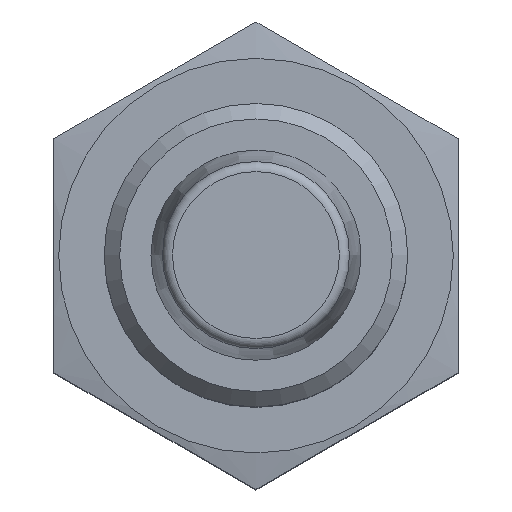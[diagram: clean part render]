
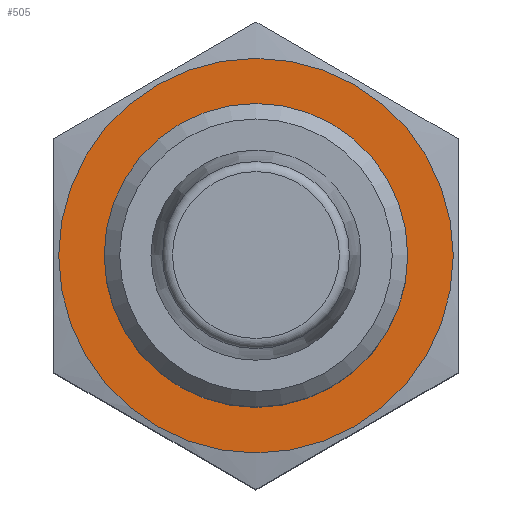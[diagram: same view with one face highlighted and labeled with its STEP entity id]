
A CAD part, top view. The second image highlights one B-rep face of the part: STEP entity #505.
In plain terms, the highlighted face is planar.
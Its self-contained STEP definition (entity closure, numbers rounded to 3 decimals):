
#71=CIRCLE('',#580,3.9);
#72=CIRCLE('',#581,3.);
#151=ORIENTED_EDGE('',*,*,#236,.F.);
#152=ORIENTED_EDGE('',*,*,#237,.T.);
#236=EDGE_CURVE('',#286,#286,#71,.T.);
#237=EDGE_CURVE('',#287,#287,#72,.T.);
#286=VERTEX_POINT('',#832);
#287=VERTEX_POINT('',#834);
#392=EDGE_LOOP('',(#151));
#393=EDGE_LOOP('',(#152));
#441=FACE_BOUND('',#392,.T.);
#442=FACE_BOUND('',#393,.T.);
#476=PLANE('',#579);
#505=ADVANCED_FACE('',(#441,#442),#476,.F.);
#579=AXIS2_PLACEMENT_3D('',#830,#696,#697);
#580=AXIS2_PLACEMENT_3D('',#831,#698,#699);
#581=AXIS2_PLACEMENT_3D('',#833,#700,#701);
#696=DIRECTION('',(1.,0.,0.));
#697=DIRECTION('',(0.,0.,-1.));
#698=DIRECTION('',(1.,0.,0.));
#699=DIRECTION('',(0.,0.,-1.));
#700=DIRECTION('',(1.,0.,0.));
#701=DIRECTION('',(0.,0.,-1.));
#830=CARTESIAN_POINT('',(0.,0.,0.));
#831=CARTESIAN_POINT('',(0.,0.,0.));
#832=CARTESIAN_POINT('',(0.,0.,-3.9));
#833=CARTESIAN_POINT('',(0.,0.,0.));
#834=CARTESIAN_POINT('',(0.,0.,-3.));
